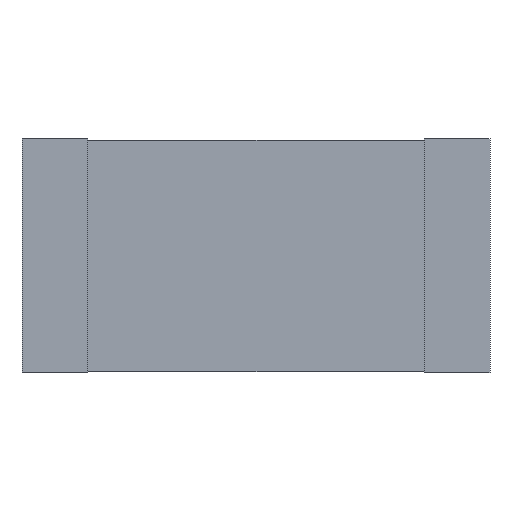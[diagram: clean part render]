
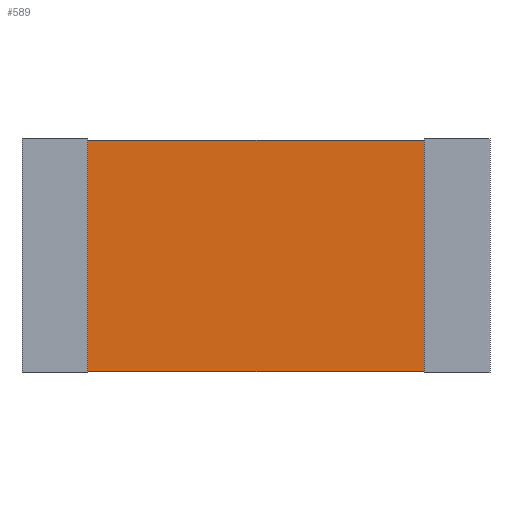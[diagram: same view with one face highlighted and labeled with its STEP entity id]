
A CAD part, front view. The second image highlights one B-rep face of the part: STEP entity #589.
In plain terms, the highlighted planar face has unit normal (0, -1, 0).
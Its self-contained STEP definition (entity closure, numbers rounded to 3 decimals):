
#40=FACE_OUTER_BOUND('',#70,.T.);
#70=EDGE_LOOP('',(#478,#479,#480,#481));
#94=LINE('',#807,#170);
#135=LINE('',#890,#211);
#146=LINE('',#911,#222);
#147=LINE('',#912,#223);
#170=VECTOR('',#661,3.172);
#211=VECTOR('',#730,3.172);
#222=VECTOR('',#753,4.6);
#223=VECTOR('',#754,4.6);
#227=VERTEX_POINT('',#766);
#230=VERTEX_POINT('',#774);
#251=VERTEX_POINT('',#839);
#254=VERTEX_POINT('',#847);
#294=EDGE_CURVE('',#230,#227,#94,.T.);
#335=EDGE_CURVE('',#254,#251,#135,.T.);
#346=EDGE_CURVE('',#227,#254,#146,.T.);
#347=EDGE_CURVE('',#251,#230,#147,.T.);
#478=ORIENTED_EDGE('',*,*,#294,.T.);
#479=ORIENTED_EDGE('',*,*,#346,.T.);
#480=ORIENTED_EDGE('',*,*,#335,.T.);
#481=ORIENTED_EDGE('',*,*,#347,.T.);
#528=PLANE('',#621);
#589=ADVANCED_FACE('',(#40),#528,.F.);
#621=AXIS2_PLACEMENT_3D('',#910,#751,#752);
#661=DIRECTION('',(0.,0.,-1.));
#730=DIRECTION('',(0.,0.,1.));
#751=DIRECTION('center_axis',(0.,1.,0.));
#752=DIRECTION('ref_axis',(0.,0.,1.));
#753=DIRECTION('',(1.,0.,0.));
#754=DIRECTION('',(-1.,0.,0.));
#766=CARTESIAN_POINT('',(0.886,0.,0.));
#774=CARTESIAN_POINT('',(0.886,0.,3.172));
#807=CARTESIAN_POINT('',(0.886,0.,2.379));
#839=CARTESIAN_POINT('',(5.486,0.,3.172));
#847=CARTESIAN_POINT('',(5.486,0.,0.));
#890=CARTESIAN_POINT('',(5.486,0.,2.379));
#910=CARTESIAN_POINT('Origin',(3.186,0.,1.586));
#911=CARTESIAN_POINT('',(0.,0.,0.));
#912=CARTESIAN_POINT('',(6.372,0.,3.172));
